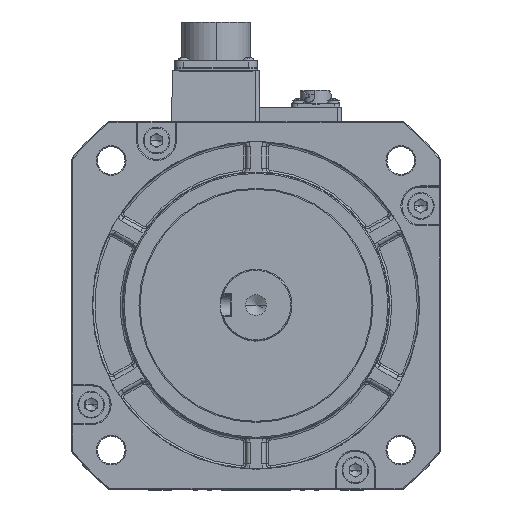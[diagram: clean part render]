
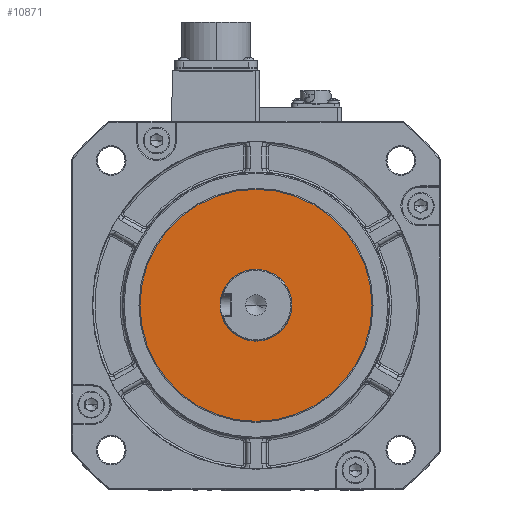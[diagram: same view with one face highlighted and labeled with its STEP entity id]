
A CAD part, top view. The second image highlights one B-rep face of the part: STEP entity #10871.
In plain terms, the highlighted planar face has unit normal (0, 0, 1).
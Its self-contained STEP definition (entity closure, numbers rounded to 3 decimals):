
#2146 = AXIS2_PLACEMENT_3D ( 'NONE', #23719, #18684, #63811 ) ;
#3451 = EDGE_CURVE ( 'NONE', #59649, #22749, #4418, .T. ) ;
#3593 = CARTESIAN_POINT ( 'NONE',  ( 0., 0., 63.2 ) ) ;
#4418 = CIRCLE ( 'NONE', #23308, 56.65 ) ;
#5172 = ORIENTED_EDGE ( 'NONE', *, *, #47213, .F. ) ;
#6054 = PLANE ( 'NONE',  #12628 ) ;
#10871 = ADVANCED_FACE ( 'NONE', ( #13831, #68567 ), #6054, .T. ) ;
#12559 = ORIENTED_EDGE ( 'NONE', *, *, #36093, .F. ) ;
#12628 = AXIS2_PLACEMENT_3D ( 'NONE', #41132, #63184, #24084 ) ;
#13831 = FACE_BOUND ( 'NONE', #71290, .T. ) ;
#18684 = DIRECTION ( 'NONE',  ( 0., 0., 1. ) ) ;
#22749 = VERTEX_POINT ( 'NONE', #59120 ) ;
#23308 = AXIS2_PLACEMENT_3D ( 'NONE', #36795, #30791, #48304 ) ;
#23719 = CARTESIAN_POINT ( 'NONE',  ( 0., 0., 63.2 ) ) ;
#24084 = DIRECTION ( 'NONE',  ( 1., 0., 0. ) ) ;
#28208 = CIRCLE ( 'NONE', #2146, 56.65 ) ;
#30791 = DIRECTION ( 'NONE',  ( 0., 0., 1. ) ) ;
#34067 = CIRCLE ( 'NONE', #59564, 17.3 ) ;
#36093 = EDGE_CURVE ( 'NONE', #48591, #49799, #51597, .T. ) ;
#36376 = ORIENTED_EDGE ( 'NONE', *, *, #3451, .T. ) ;
#36795 = CARTESIAN_POINT ( 'NONE',  ( 0., 0., 63.2 ) ) ;
#40256 = AXIS2_PLACEMENT_3D ( 'NONE', #3593, #60474, #54709 ) ;
#41132 = CARTESIAN_POINT ( 'NONE',  ( 52.5, 0., 63.2 ) ) ;
#47213 = EDGE_CURVE ( 'NONE', #49799, #48591, #34067, .T. ) ;
#48304 = DIRECTION ( 'NONE',  ( 1., 0., 0. ) ) ;
#48591 = VERTEX_POINT ( 'NONE', #56429 ) ;
#49799 = VERTEX_POINT ( 'NONE', #68368 ) ;
#51597 = CIRCLE ( 'NONE', #40256, 17.3 ) ;
#51667 = CARTESIAN_POINT ( 'NONE',  ( -56.65, 0., 63.2 ) ) ;
#52242 = CARTESIAN_POINT ( 'NONE',  ( 0., 0., 63.2 ) ) ;
#52468 = EDGE_LOOP ( 'NONE', ( #36376, #65404 ) ) ;
#52507 = DIRECTION ( 'NONE',  ( 0., 0., 1. ) ) ;
#52757 = DIRECTION ( 'NONE',  ( 0., 1., 0. ) ) ;
#54709 = DIRECTION ( 'NONE',  ( 0., 1., 0. ) ) ;
#56429 = CARTESIAN_POINT ( 'NONE',  ( 17.3, 0., 63.2 ) ) ;
#59120 = CARTESIAN_POINT ( 'NONE',  ( 56.65, 0., 63.2 ) ) ;
#59564 = AXIS2_PLACEMENT_3D ( 'NONE', #52242, #52507, #52757 ) ;
#59649 = VERTEX_POINT ( 'NONE', #51667 ) ;
#60474 = DIRECTION ( 'NONE',  ( 0., 0., 1. ) ) ;
#63184 = DIRECTION ( 'NONE',  ( 0., 0., 1. ) ) ;
#63811 = DIRECTION ( 'NONE',  ( 1., 0., 0. ) ) ;
#65404 = ORIENTED_EDGE ( 'NONE', *, *, #73281, .T. ) ;
#68368 = CARTESIAN_POINT ( 'NONE',  ( -17.3, 0., 63.2 ) ) ;
#68567 = FACE_OUTER_BOUND ( 'NONE', #52468, .T. ) ;
#71290 = EDGE_LOOP ( 'NONE', ( #12559, #5172 ) ) ;
#73281 = EDGE_CURVE ( 'NONE', #22749, #59649, #28208, .T. ) ;
